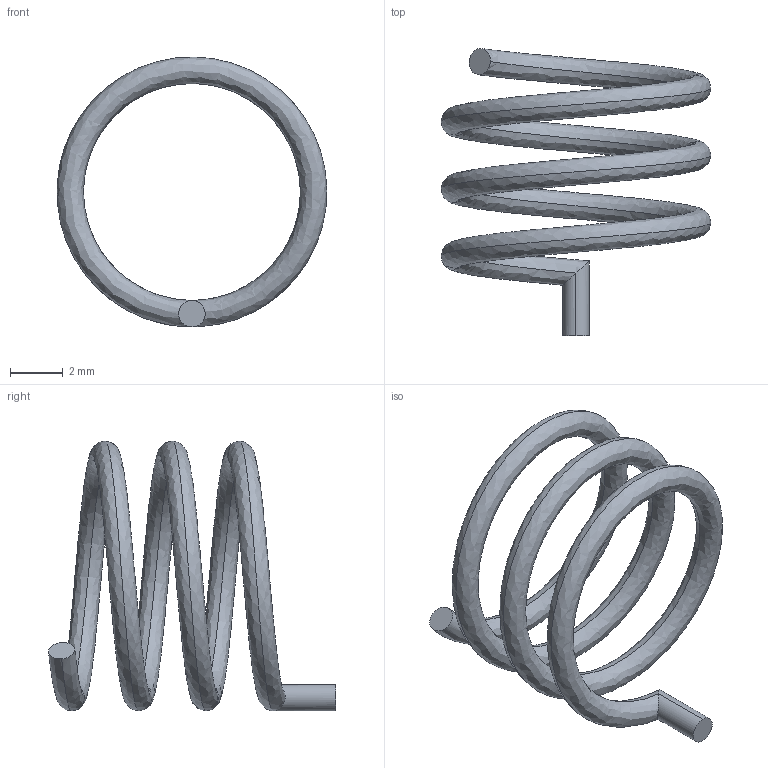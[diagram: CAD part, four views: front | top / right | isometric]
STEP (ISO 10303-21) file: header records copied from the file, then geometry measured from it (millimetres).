
FILE_DESCRIPTION (( 'STEP AP214' ), '1' );
FILE_NAME ('HA.31.STEP', '2020-01-03T03:24:02', ( '' ), ( '' ), 'SwSTEP 2.0', 'SolidWorks 2017', '' );
FILE_SCHEMA (( 'AUTOMOTIVE_DESIGN' ));
Length unit declared in the file: millimetre
Products named in the file (1): HA.31
Bounding box: 10.19 x 10.85 x 10.2 mm (x, y, z)
Volume: 73.5 mm3; surface area: 295.6 mm2
Topology: 1 solids, 1 shells, 6 faces, 10 edges, 6 vertices
Faces by surface type: bspline 2, cylinder 2, plane 2
Entity records: 1448 total; most frequent: CARTESIAN_POINT 1319, ORIENTED_EDGE 20, DIRECTION 16, EDGE_CURVE 10, AXIS2_PLACEMENT_3D 7, FACE_OUTER_BOUND 6, EDGE_LOOP 6, ADVANCED_FACE 6
